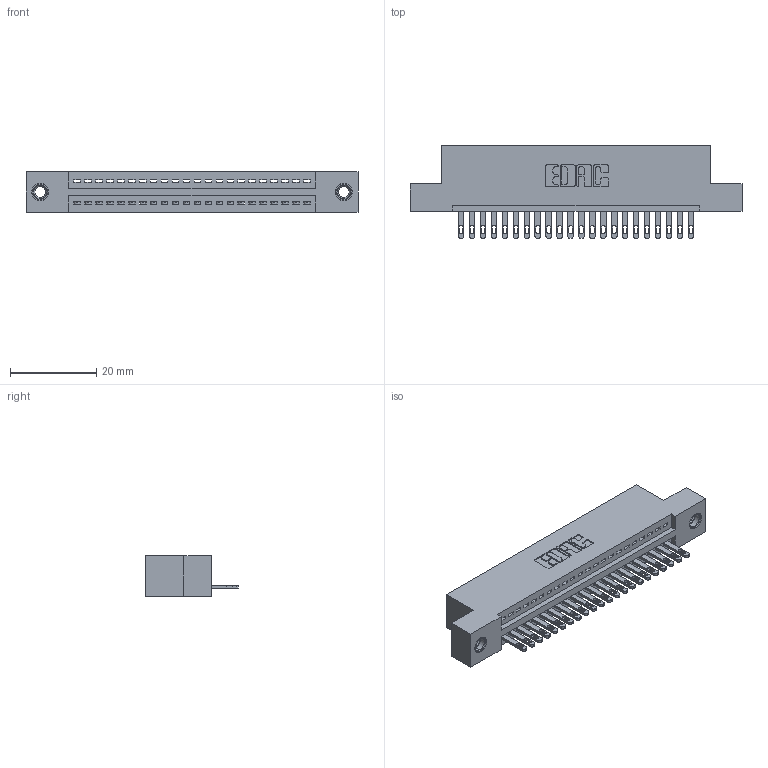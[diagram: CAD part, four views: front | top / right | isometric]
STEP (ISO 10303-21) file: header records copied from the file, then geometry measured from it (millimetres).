
FILE_DESCRIPTION (( 'STEP AP203' ), '1' );
FILE_NAME ('895-022-500-107.STEP', '2020-09-25T09:22:45', ( '' ), ( '' ), 'SwSTEP 2.0', 'SolidWorks 2020', '' );
FILE_SCHEMA (( 'CONFIG_CONTROL_DESIGN' ));
Length unit declared in the file: inch
Products named in the file (4): 345-292-001_345-293-100; 845 Part_Flush Mounting Lugs - 0.156 Dia-TI; 345-250-001_345-250-005-103; 895-022-500-107
Assembly tree (25 placements, depth 2):
  895-022-500-107
    845 Part_Flush Mounting Lugs - 0.156 Dia-TI
    345-292-001_345-293-100  x22
    345-250-001_345-250-005-103  x2
Bounding box: 77.09 x 21.51 x 9.4 mm (x, y, z)
Volume: 7158.3 mm3; surface area: 9322.8 mm2
Topology: 25 solids, 25 shells, 1374 faces, 4173 edges, 2774 vertices
Faces by surface type: plane 860, cylinder 498, cone 12, torus 4
Entity records: 20366 total; most frequent: CARTESIAN_POINT 3509, ORIENTED_EDGE 3458, DIRECTION 3123, EDGE_CURVE 1729, VECTOR 1485, LINE 1485, VERTEX_POINT 1148, AXIS2_PLACEMENT_3D 819
